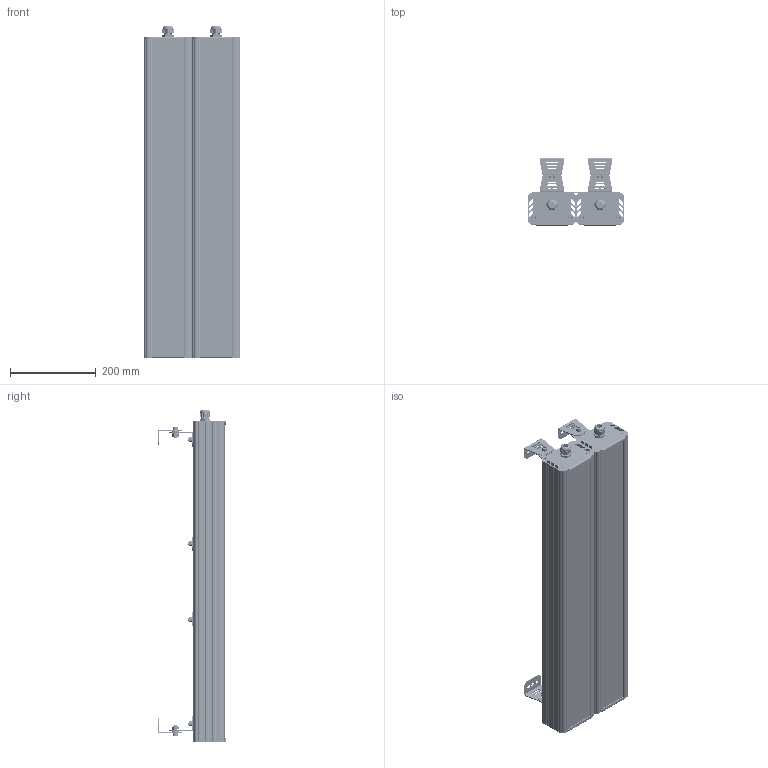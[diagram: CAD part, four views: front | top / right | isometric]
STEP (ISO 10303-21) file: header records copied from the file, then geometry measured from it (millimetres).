
FILE_DESCRIPTION(('STEP AP214'), '1');
FILE_NAME('001.0070.55.000 ÃÑÏ-Ïðèìà-Îïòèê-200', '2023-09-24T14:08:12', (''), (''), 'C3D Converter', 'C3D Toolkit', '');
FILE_SCHEMA(('AUTOMOTIVE_DESIGN { 1 0 10303 214 3 1 1}'));
Length unit declared in the file: millimetre
Products named in the file (38): 001.0070.55.000; 001.0065.01.000
Assembly tree (90 placements, depth 4):
  001.0070.55.000
    (unnamed)  x2
      (unnamed)
      (unnamed)
      (unnamed)
      (unnamed)
      (unnamed)
      (unnamed)
      (unnamed)
      (unnamed)
      (unnamed)
        (unnamed)
        (unnamed)  x3
        (unnamed)  x13
        (unnamed)
        (unnamed)
        (unnamed)
        (unnamed)
        (unnamed)
        (unnamed)
        (unnamed)
    001.0065.01.000  x4
      (unnamed)
      (unnamed)
      (unnamed)
      (unnamed)
      (unnamed)
      (unnamed)
      (unnamed)
      (unnamed)
      (unnamed)
    (unnamed)  x2
    (unnamed)  x4
    (unnamed)  x4
    (unnamed)  x4
    (unnamed)  x4
    (unnamed)  x4
    (unnamed)  x4
Bounding box: 224.38 x 158.42 x 776 mm (x, y, z)
Volume: 3203399.9 mm3; surface area: 2610184.1 mm2
Topology: 794 solids, 794 shells, 12022 faces, 28454 edges, 19064 vertices
Faces by surface type: plane 8034, cylinder 3176, cone 380, bspline 344, sphere 60, torus 28
Full cylindrical faces by diameter (mm): 1 x60, 2 x40, 2.5 x80, 2.8 x500, 3.2 x60, 3.5 x120, 4 x16, 4.917 x8, 6 x16, 6.375 x4, 6.6 x8, 8 x24, 8.5 x16, 9 x260, 11 x8, 12 x6, 12.5 x2, 13.333 x4, 16 x8, 18.5 x6, 20 x2, 23.5 x2
Entity records: 121587 total; most frequent: CARTESIAN_POINT 42543, DIRECTION 10904, ORIENTED_EDGE 10510, EDGE_CURVE 5255, COLOUR_RGB 4203, PRESENTATION_STYLE_ASSIGNMENT 4203, AXIS2_PLACEMENT_3D 3904, VERTEX_POINT 3607
